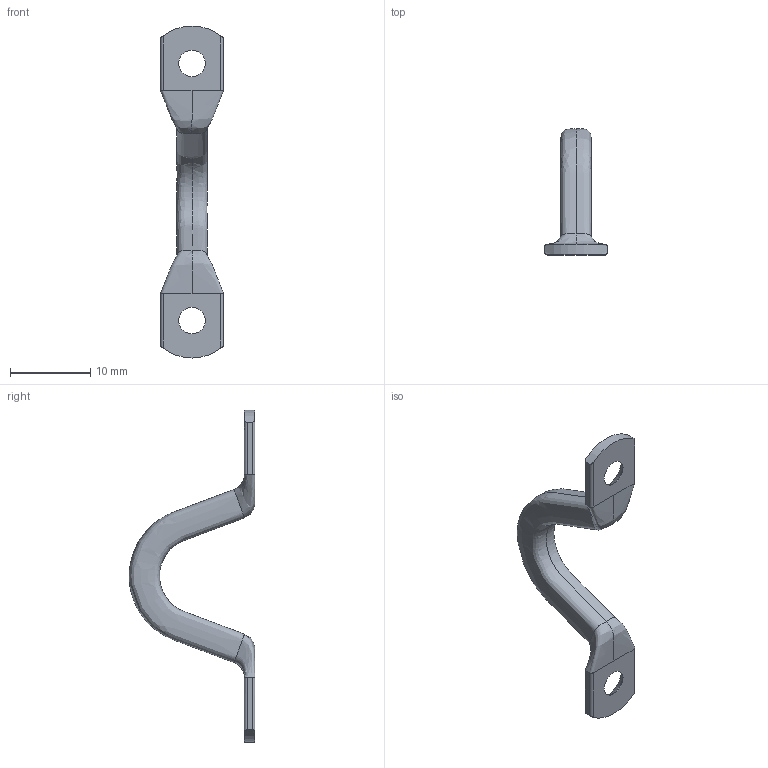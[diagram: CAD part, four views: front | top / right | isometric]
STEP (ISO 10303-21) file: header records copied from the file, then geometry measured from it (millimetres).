
FILE_DESCRIPTION (( 'STEP AP203' ), '1' );
FILE_NAME ('8860T81.step', '2015-12-28T14:02:11', ( '' ), ( '' ), 'SwSTEP 2.0', 'SolidWorks 2010', '' );
FILE_SCHEMA (( 'CONFIG_CONTROL_DESIGN' ));
Length unit declared in the file: inch
Products named in the file (1): 8860T81
Bounding box: 7.85 x 15.7 x 41.45 mm (x, y, z)
Volume: 650 mm3; surface area: 832 mm2
Topology: 1 solids, 1 shells, 33 faces, 101 edges, 70 vertices
Faces by surface type: cylinder 15, plane 8, bspline 6, cone 4
Entity records: 5592 total; most frequent: CARTESIAN_POINT 4627, ORIENTED_EDGE 202, DIRECTION 161, EDGE_CURVE 101, VERTEX_POINT 70, AXIS2_PLACEMENT_3D 54, VECTOR 53, LINE 53
